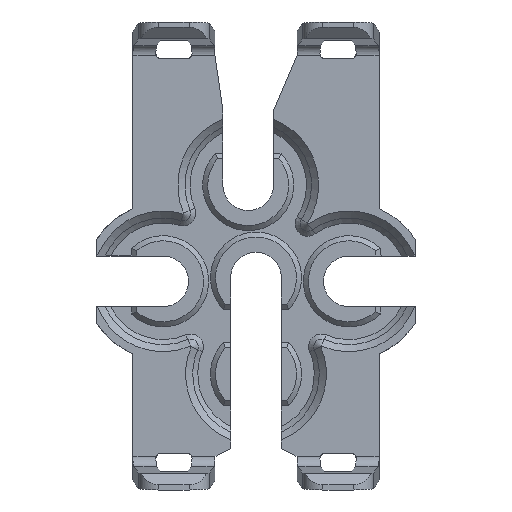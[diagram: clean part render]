
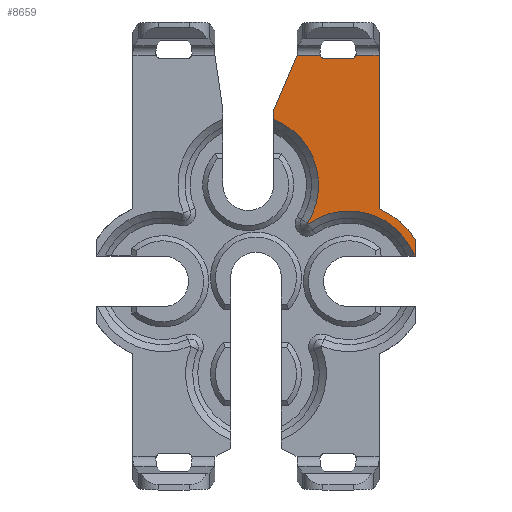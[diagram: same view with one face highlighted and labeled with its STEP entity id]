
A CAD part, front view. The second image highlights one B-rep face of the part: STEP entity #8659.
In plain terms, the highlighted planar face has unit normal (0, -1, 0).
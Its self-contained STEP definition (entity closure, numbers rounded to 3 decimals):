
#311=CARTESIAN_POINT('',(7.33,0.,7.));
#312=DIRECTION('',(0.,-1.,0.));
#313=DIRECTION('',(0.84,0.,-0.542));
#314=AXIS2_PLACEMENT_3D('',#311,#312,#313);
#316=DIRECTION('',(0.,0.,-1.));
#317=VECTOR('',#316,0.851);
#318=CARTESIAN_POINT('',(9.83,0.,14.336));
#319=LINE('',#318,#317);
#320=DIRECTION('',(-0.39,0.,-0.921));
#321=VECTOR('',#320,5.945);
#322=CARTESIAN_POINT('',(12.15,0.,19.809));
#323=LINE('',#322,#321);
#324=DIRECTION('',(-1.,0.,0.));
#325=VECTOR('',#324,2.563);
#326=CARTESIAN_POINT('',(17.481,0.,19.475));
#327=LINE('',#326,#325);
#328=DIRECTION('',(0.,0.,-1.));
#329=VECTOR('',#328,15.155);
#330=CARTESIAN_POINT('',(20.25,0.,19.809));
#331=LINE('',#330,#329);
#332=DIRECTION('',(0.,0.,1.));
#333=VECTOR('',#332,1.642);
#334=CARTESIAN_POINT('',(23.82,0.,0.));
#335=LINE('',#334,#333);
#336=DIRECTION('',(1.,0.,0.));
#337=VECTOR('',#336,0.065);
#338=CARTESIAN_POINT('',(23.755,0.,
0.));
#339=LINE('',#338,#337);
#340=CARTESIAN_POINT('',(17.27,0.,-2.5));
#341=DIRECTION('',(0.,-1.,0.));
#342=DIRECTION('',(0.933,0.,0.36));
#343=AXIS2_PLACEMENT_3D('',#340,#341,#342);
#345=CARTESIAN_POINT('',(13.211,0.,3.203));
#346=DIRECTION('',(0.,1.,0.));
#347=DIRECTION('',(0.58,0.,-0.815));
#348=AXIS2_PLACEMENT_3D('',#345,#346,#347);
#883=CARTESIAN_POINT('',(23.755,0.,
0.));
#3482=CARTESIAN_POINT('',(9.83,0.,
13.485));
#3872=CARTESIAN_POINT('',(17.27,0.,-2.5));
#3873=DIRECTION('',(0.,-1.,0.));
#3874=DIRECTION('',(0.845,0.,0.535));
#3875=AXIS2_PLACEMENT_3D('',#3872,#3873,#3874);
#5519=CARTESIAN_POINT('',(14.919,0.,19.475));
#5520=CARTESIAN_POINT('',(14.8,0.,19.475));
#5521=CARTESIAN_POINT('',(14.615,0.,19.547));
#5522=CARTESIAN_POINT('',(14.485,0.,19.698));
#5523=CARTESIAN_POINT('',(14.446,0.,19.809));
#5912=CARTESIAN_POINT('',(17.954,0.,19.809));
#5914=CARTESIAN_POINT('',(17.954,0.,19.809));
#5915=CARTESIAN_POINT('',(17.915,0.,19.698));
#5916=CARTESIAN_POINT('',(17.785,0.,19.547));
#5917=CARTESIAN_POINT('',(17.6,0.,19.475));
#5918=CARTESIAN_POINT('',(17.481,0.,19.475));
#5998=DIRECTION('',(-1.,0.,0.));
#5999=VECTOR('',#5998,2.296);
#6000=CARTESIAN_POINT('',(14.446,0.,19.809));
#6001=LINE('',#6000,#5999);
#6002=CARTESIAN_POINT('',(12.15,0.,
19.809));
#6012=DIRECTION('',(-1.,0.,0.));
#6013=VECTOR('',#6012,2.296);
#6014=CARTESIAN_POINT('',(20.25,0.,
19.809));
#6015=LINE('',#6014,#6013);
#6030=CARTESIAN_POINT('',(20.25,0.,
19.809));
#6932=VERTEX_POINT('',#6002);
#6935=VERTEX_POINT('',#6030);
#6990=CARTESIAN_POINT('',(20.25,0.,4.654));
#6991=VERTEX_POINT('',#6990);
#7032=CARTESIAN_POINT('',(9.83,0.,14.336));
#7034=VERTEX_POINT('',#7032);
#7052=CARTESIAN_POINT('',(23.82,0.,0.));
#7053=CARTESIAN_POINT('',(23.82,0.,1.642));
#7054=VERTEX_POINT('',#7052);
#7055=VERTEX_POINT('',#7053);
#7076=CARTESIAN_POINT('',(14.919,0.,19.475));
#7078=VERTEX_POINT('',#7076);
#7085=CARTESIAN_POINT('',(17.481,0.,19.475));
#7087=VERTEX_POINT('',#7085);
#7128=VERTEX_POINT('',#5523);
#7131=VERTEX_POINT('',#5912);
#7353=VERTEX_POINT('',#3482);
#7354=CARTESIAN_POINT('',(13.168,0.,3.23));
#7355=VERTEX_POINT('',#7354);
#7360=CARTESIAN_POINT('',(13.239,0.,3.162));
#7361=VERTEX_POINT('',#7360);
#7362=VERTEX_POINT('',#883);
#8624=CARTESIAN_POINT('',(0.,0.,0.));
#8625=DIRECTION('',(0.,1.,0.));
#8626=DIRECTION('',(1.,0.,0.));
#8627=AXIS2_PLACEMENT_3D('',#8624,#8625,#8626);
#8628=PLANE('',#8627);
#8630=ORIENTED_EDGE('',*,*,#8629,.T.);
#8632=ORIENTED_EDGE('',*,*,#8631,.F.);
#8634=ORIENTED_EDGE('',*,*,#8633,.F.);
#8636=ORIENTED_EDGE('',*,*,#8635,.F.);
#8638=ORIENTED_EDGE('',*,*,#8637,.F.);
#8640=ORIENTED_EDGE('',*,*,#8639,.F.);
#8642=ORIENTED_EDGE('',*,*,#8641,.F.);
#8644=ORIENTED_EDGE('',*,*,#8643,.F.);
#8646=ORIENTED_EDGE('',*,*,#8645,.T.);
#8648=ORIENTED_EDGE('',*,*,#8647,.F.);
#8650=ORIENTED_EDGE('',*,*,#8649,.F.);
#8652=ORIENTED_EDGE('',*,*,#8651,.F.);
#8654=ORIENTED_EDGE('',*,*,#8653,.T.);
#8656=ORIENTED_EDGE('',*,*,#8655,.T.);
#8657=EDGE_LOOP('',(#8630,#8632,#8634,#8636,#8638,#8640,#8642,#8644,#8646,#8648,
#8650,#8652,#8654,#8656));
#8658=FACE_OUTER_BOUND('',#8657,.F.);
#315=CIRCLE('',#314,6.95);
#344=CIRCLE('',#343,6.95);
#349=CIRCLE('',#348,0.05);
#3876=CIRCLE('',#3875,7.75);
#5524=B_SPLINE_CURVE_WITH_KNOTS('',3,(#5519,#5520,#5521,#5522,#5523),
.UNSPECIFIED.,.F.,.F.,(4,1,4),(0.,0.5,1.),.UNSPECIFIED.);
#5919=B_SPLINE_CURVE_WITH_KNOTS('',3,(#5914,#5915,#5916,#5917,#5918),
.UNSPECIFIED.,.F.,.F.,(4,1,4),(0.,0.5,1.),.UNSPECIFIED.);
#8629=EDGE_CURVE('',#7355,#7353,#315,.T.);
#8631=EDGE_CURVE('',#7034,#7353,#319,.T.);
#8633=EDGE_CURVE('',#6932,#7034,#323,.T.);
#8635=EDGE_CURVE('',#7128,#6932,#6001,.T.);
#8637=EDGE_CURVE('',#7078,#7128,#5524,.T.);
#8639=EDGE_CURVE('',#7087,#7078,#327,.T.);
#8641=EDGE_CURVE('',#7131,#7087,#5919,.T.);
#8643=EDGE_CURVE('',#6935,#7131,#6015,.T.);
#8645=EDGE_CURVE('',#6935,#6991,#331,.T.);
#8647=EDGE_CURVE('',#7055,#6991,#3876,.T.);
#8649=EDGE_CURVE('',#7054,#7055,#335,.T.);
#8651=EDGE_CURVE('',#7362,#7054,#339,.T.);
#8653=EDGE_CURVE('',#7362,#7361,#344,.T.);
#8655=EDGE_CURVE('',#7361,#7355,#349,.T.);
#8659=ADVANCED_FACE('',(#8658),#8628,.F.);
